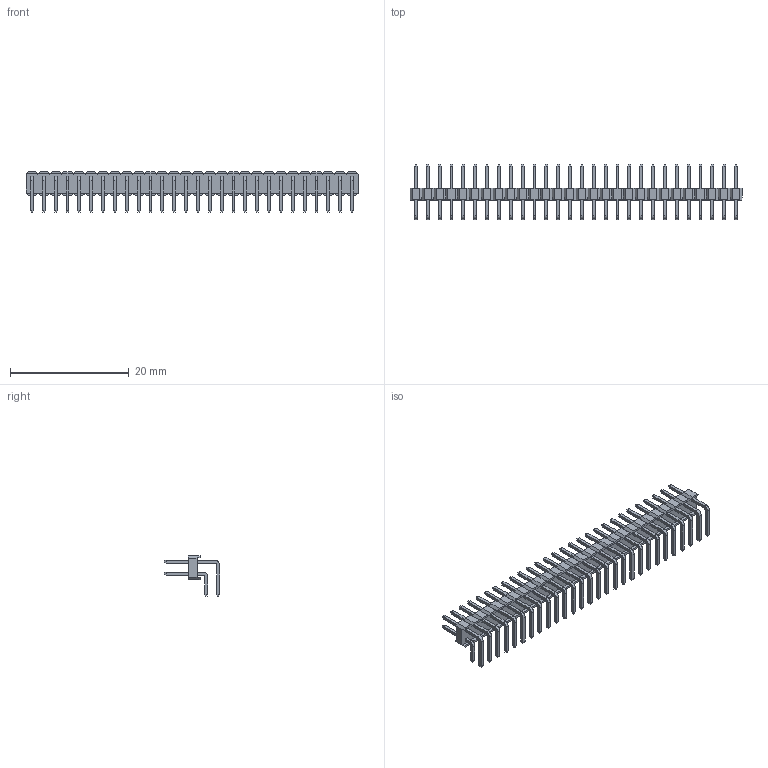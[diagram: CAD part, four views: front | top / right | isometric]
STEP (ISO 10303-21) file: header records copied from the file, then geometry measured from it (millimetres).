
FILE_DESCRIPTION(('STEP AP214'), '1');
FILE_NAME('PLD2-R1', '', ('UNSPECIFIED'), ('UNSPECIFIED'), 'ASCON STEP Converter 1.6', 'ASCON Math Kernel', '');
FILE_SCHEMA(('AUTOMOTIVE_DESIGN { 1 0 10303 214 3 1 1}'));
Length unit declared in the file: millimetre
Bounding box: 56 x 9.3 x 6.8 mm (x, y, z)
Volume: 490.2 mm3; surface area: 1976.5 mm2
Topology: 1 solids, 1 shells, 1630 faces, 4019 edges, 2530 vertices
Faces by surface type: plane 1518, cylinder 112
Entity records: 59823 total; most frequent: CARTESIAN_POINT 8180, ORIENTED_EDGE 8038, DIRECTION 7505, EDGE_CURVE 4019, LINE 3795, VECTOR 3795, VERTEX_POINT 2530, AXIS2_PLACEMENT_3D 1855
